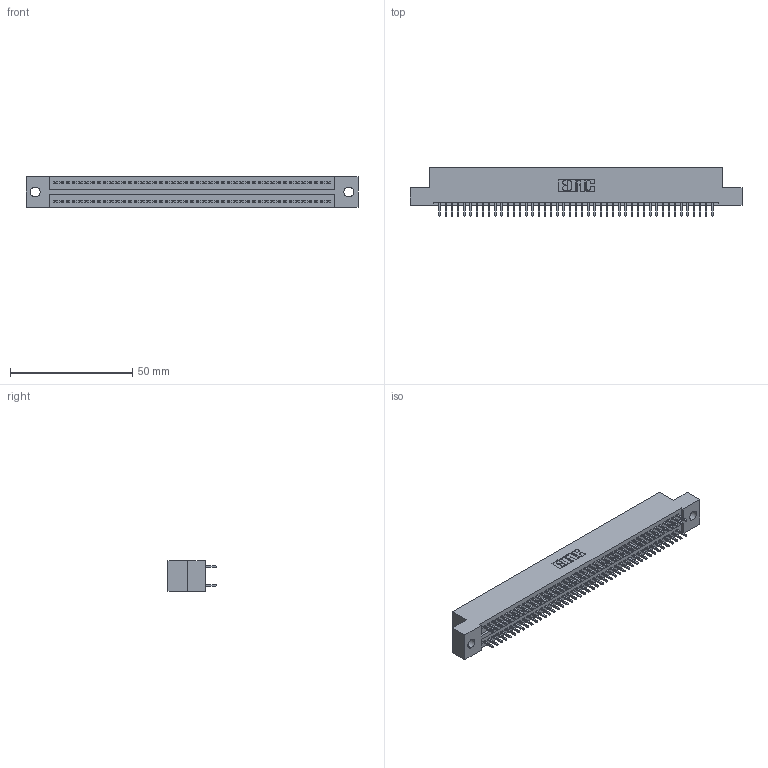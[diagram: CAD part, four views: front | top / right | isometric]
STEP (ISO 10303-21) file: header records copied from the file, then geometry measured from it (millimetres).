
FILE_DESCRIPTION (( 'STEP AP203' ), '1' );
FILE_NAME ('325-090-520-209.STEP', '2020-02-25T05:39:30', ( '' ), ( '' ), 'SwSTEP 2.0', 'SolidWorks 2016', '' );
FILE_SCHEMA (( 'CONFIG_CONTROL_DESIGN' ));
Length unit declared in the file: inch
Products named in the file (3): 325 Part_.160 TH; 325-292-001_325-293-120; 325-090-520-209
Assembly tree (91 placements, depth 2):
  325-090-520-209
    325 Part_.160 TH
    325-292-001_325-293-120  x90
Bounding box: 136.02 x 19.68 x 12.45 mm (x, y, z)
Volume: 17341.8 mm3; surface area: 20799.7 mm2
Topology: 91 solids, 91 shells, 4794 faces, 14261 edges, 9386 vertices
Faces by surface type: plane 3310, cylinder 1484
Entity records: 28583 total; most frequent: CARTESIAN_POINT 4734, ORIENTED_EDGE 4670, DIRECTION 4039, EDGE_CURVE 2335, VECTOR 2207, LINE 2207, VERTEX_POINT 1554, AXIS2_PLACEMENT_3D 916
